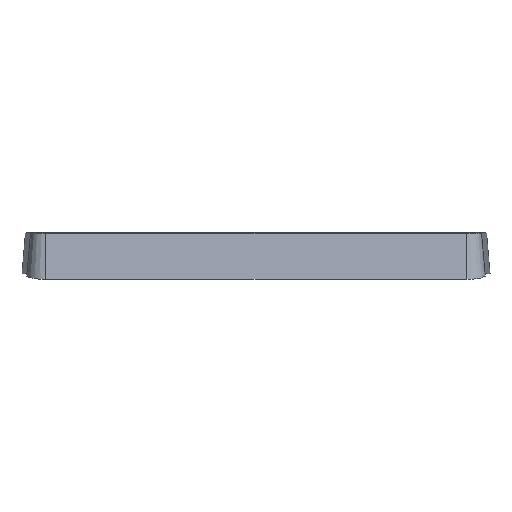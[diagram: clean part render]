
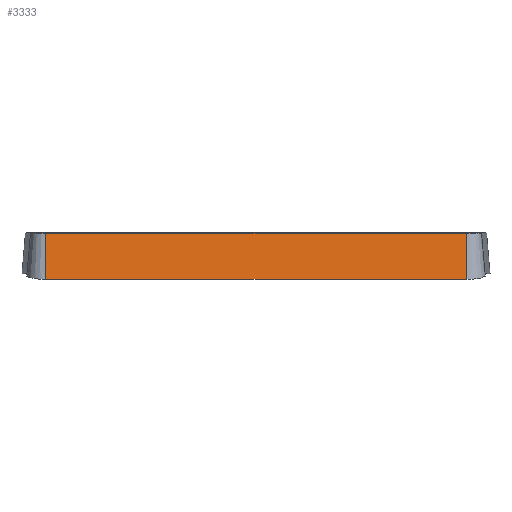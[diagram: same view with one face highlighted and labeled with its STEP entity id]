
A CAD part, front view. The second image highlights one B-rep face of the part: STEP entity #3333.
In plain terms, the highlighted planar face has unit normal (0, -0.996, 0.087).
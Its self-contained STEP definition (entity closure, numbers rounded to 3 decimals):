
#1972=FACE_OUTER_BOUND('',#5766,.T.);
#3333=ADVANCED_FACE('',(#1972),#4694,.T.);
#4694=PLANE('',#23083);
#5766=EDGE_LOOP('',(#11015,#11016,#11017,#11018));
#7723=LINE('',#35160,#9045);
#7724=LINE('',#35171,#9046);
#7725=LINE('',#35174,#9047);
#7726=LINE('',#35175,#9048);
#9045=VECTOR('',#26921,1.);
#9046=VECTOR('',#26926,1.);
#9047=VECTOR('',#26927,1.);
#9048=VECTOR('',#26928,1.);
#11015=ORIENTED_EDGE('',*,*,#19653,.F.);
#11016=ORIENTED_EDGE('',*,*,#19654,.T.);
#11017=ORIENTED_EDGE('',*,*,#19650,.T.);
#11018=ORIENTED_EDGE('',*,*,#19655,.F.);
#17611=VERTEX_POINT('',#35161);
#17612=VERTEX_POINT('',#35162);
#17613=VERTEX_POINT('',#35172);
#17614=VERTEX_POINT('',#35173);
#19650=EDGE_CURVE('',#17611,#17612,#7723,.T.);
#19653=EDGE_CURVE('',#17613,#17614,#7724,.T.);
#19654=EDGE_CURVE('',#17613,#17611,#7725,.T.);
#19655=EDGE_CURVE('',#17614,#17612,#7726,.T.);
#23083=AXIS2_PLACEMENT_3D('',#35176,#26929,#26930);
#26921=DIRECTION('',(0.,-0.087,-0.996));
#26926=DIRECTION('',(0.,-0.087,-0.996));
#26927=DIRECTION('',(-1.,0.,0.));
#26928=DIRECTION('',(-1.,0.,0.));
#26929=DIRECTION('',(0.,-0.996,0.087));
#26930=DIRECTION('',(0.,-0.087,-0.996));
#35160=CARTESIAN_POINT('',(-191.603,-251.299,0.));
#35161=CARTESIAN_POINT('',(-191.603,-249.794,17.201));
#35162=CARTESIAN_POINT('',(-191.603,-251.517,-2.5));
#35171=CARTESIAN_POINT('',(-12.149,-251.299,0.));
#35172=CARTESIAN_POINT('',(-12.149,-249.794,17.201));
#35173=CARTESIAN_POINT('',(-12.149,-251.517,-2.5));
#35174=CARTESIAN_POINT('',(-191.603,-249.794,17.201));
#35175=CARTESIAN_POINT('',(0.,-251.517,-2.5));
#35176=CARTESIAN_POINT('',(-200.364,-251.299,0.));
